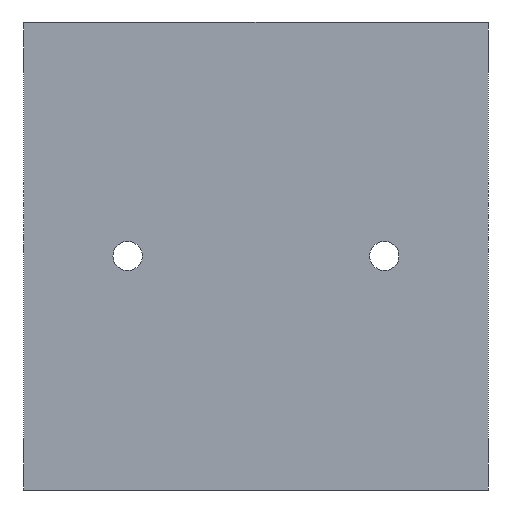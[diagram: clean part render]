
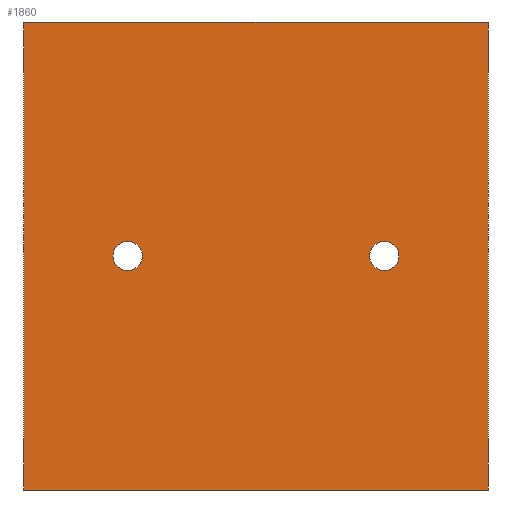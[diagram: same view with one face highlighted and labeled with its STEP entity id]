
A CAD part, front view. The second image highlights one B-rep face of the part: STEP entity #1860.
In plain terms, the highlighted planar face has unit normal (0, -1, 0).
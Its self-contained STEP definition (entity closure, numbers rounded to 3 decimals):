
#29=FACE_BOUND('',#389,.T.);
#30=FACE_BOUND('',#390,.T.);
#73=CIRCLE('',#1960,2.25);
#80=CIRCLE('',#1971,2.25);
#166=PLANE('',#2060);
#272=FACE_OUTER_BOUND('',#388,.T.);
#388=EDGE_LOOP('',(#1709,#1710,#1711,#1712));
#389=EDGE_LOOP('',(#1713));
#390=EDGE_LOOP('',(#1714));
#435=LINE('',#2755,#609);
#443=LINE('',#2776,#617);
#466=LINE('',#2832,#640);
#492=LINE('',#2902,#666);
#609=VECTOR('',#2179,10.);
#617=VECTOR('',#2195,10.);
#640=VECTOR('',#2234,10.);
#666=VECTOR('',#2288,10.);
#790=VERTEX_POINT('',#2752);
#791=VERTEX_POINT('',#2754);
#800=VERTEX_POINT('',#2774);
#825=VERTEX_POINT('',#2830);
#878=VERTEX_POINT('',#2964);
#884=VERTEX_POINT('',#2983);
#977=EDGE_CURVE('',#790,#791,#435,.T.);
#988=EDGE_CURVE('',#800,#790,#443,.T.);
#1016=EDGE_CURVE('',#825,#800,#466,.T.);
#1052=EDGE_CURVE('',#791,#825,#492,.T.);
#1086=EDGE_CURVE('',#878,#878,#73,.T.);
#1095=EDGE_CURVE('',#884,#884,#80,.T.);
#1709=ORIENTED_EDGE('',*,*,#1016,.F.);
#1710=ORIENTED_EDGE('',*,*,#1052,.F.);
#1711=ORIENTED_EDGE('',*,*,#977,.F.);
#1712=ORIENTED_EDGE('',*,*,#988,.F.);
#1713=ORIENTED_EDGE('',*,*,#1086,.T.);
#1714=ORIENTED_EDGE('',*,*,#1095,.T.);
#1860=ADVANCED_FACE('',(#272,#29,#30),#166,.F.);
#1960=AXIS2_PLACEMENT_3D('',#2966,#2344,#2345);
#1971=AXIS2_PLACEMENT_3D('',#2985,#2368,#2369);
#2060=AXIS2_PLACEMENT_3D('',#3323,#2607,#2608);
#2179=DIRECTION('',(0.,0.,1.));
#2195=DIRECTION('',(-1.,0.,0.));
#2234=DIRECTION('',(0.,0.,-1.));
#2288=DIRECTION('',(1.,0.,0.));
#2344=DIRECTION('center_axis',(0.,1.,0.));
#2345=DIRECTION('ref_axis',(0.,0.,1.));
#2368=DIRECTION('center_axis',(0.,1.,0.));
#2369=DIRECTION('ref_axis',(0.,0.,1.));
#2607=DIRECTION('center_axis',(0.,1.,0.));
#2608=DIRECTION('ref_axis',(1.,0.,0.));
#2752=CARTESIAN_POINT('',(-11.5,-3.,-55.));
#2754=CARTESIAN_POINT('',(-11.5,-3.,17.));
#2755=CARTESIAN_POINT('',(-11.5,-3.,-37.));
#2774=CARTESIAN_POINT('',(60.,-3.,-55.));
#2776=CARTESIAN_POINT('',(42.125,-3.,-55.));
#2830=CARTESIAN_POINT('',(60.,-3.,17.));
#2832=CARTESIAN_POINT('',(60.,-3.,-1.));
#2902=CARTESIAN_POINT('',(6.375,-3.,17.));
#2964=CARTESIAN_POINT('',(44.,-3.,-21.25));
#2966=CARTESIAN_POINT('Origin',(44.,-3.,-19.));
#2983=CARTESIAN_POINT('',(4.5,-3.,-21.25));
#2985=CARTESIAN_POINT('Origin',(4.5,-3.,-19.));
#3323=CARTESIAN_POINT('Origin',(24.25,-3.,-19.));
